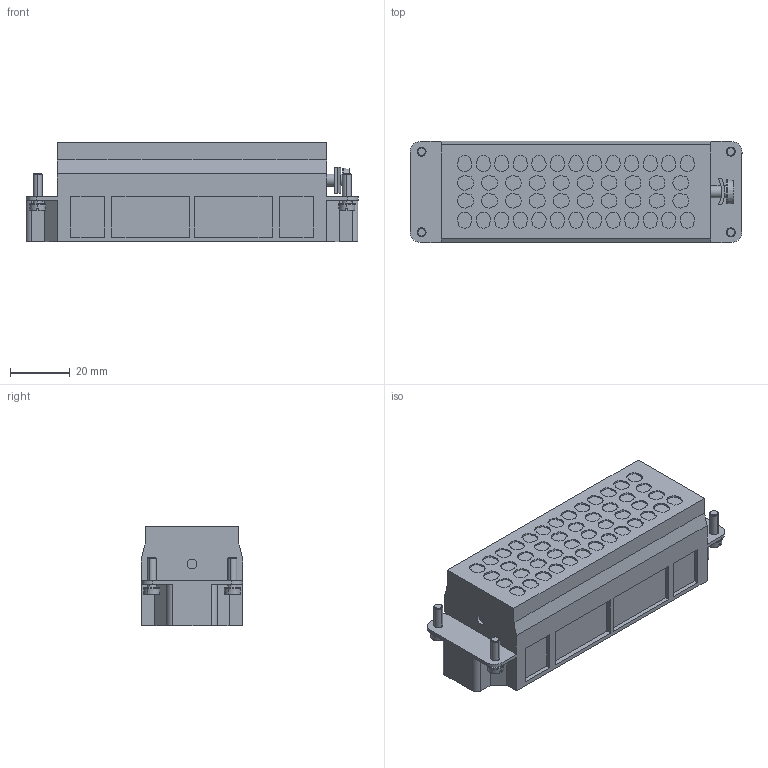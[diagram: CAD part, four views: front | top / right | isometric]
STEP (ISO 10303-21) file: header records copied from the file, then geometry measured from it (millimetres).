
FILE_DESCRIPTION(/* description */ (''),/* implementation_level */ '2;1');
FILE_NAME(/* name */ 'C146_10A046_500_10.stp',/* time_stamp */ '2016-04-07T15:44:37+02:00',/* author */ (''),/* organization */ (''),/* preprocessor_version */ 'ST-DEVELOPER v15',/* originating_system */ 'SIEMENS PLM Software NX 9.0',/* authorisation */ '');
FILE_SCHEMA (('AUTOMOTIVE_DESIGN { 1 0 10303 214 3 1 1 1 }'));
Length unit declared in the file: millimetre
Products named in the file (1): c146 10a046 500 10nxm001-03
Bounding box: 111 x 33.8 x 33.2 mm (x, y, z)
Volume: 71165 mm3; surface area: 24941.1 mm2
Topology: 1 solids, 1 shells, 815 faces, 1996 edges, 1346 vertices
Faces by surface type: plane 455, cylinder 250, cone 92, torus 16, bspline 2
Full cylindrical faces by diameter (mm): 2.6 x46, 3.3 x1, 4 x2, 4.2 x46, 8 x1
Entity records: 28268 total; most frequent: CARTESIAN_POINT 5067, DIRECTION 3853, ORIENTED_EDGE 3600, EDGE_CURVE 1800, AXIS2_PLACEMENT_3D 1461, VERTEX_POINT 1294, EDGE_LOOP 1126, LINE 931
